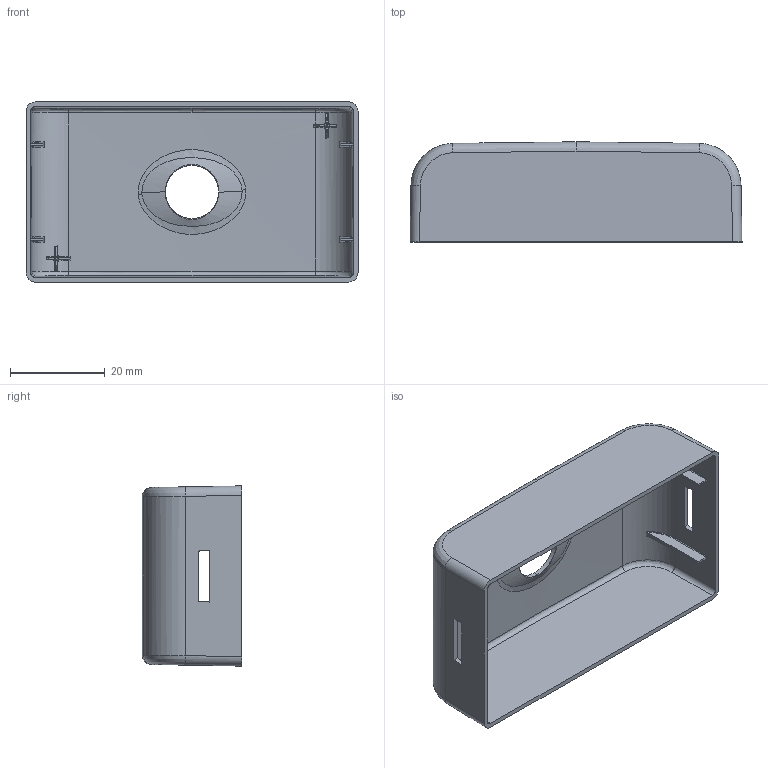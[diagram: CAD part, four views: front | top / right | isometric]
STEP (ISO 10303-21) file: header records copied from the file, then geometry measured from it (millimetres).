
FILE_DESCRIPTION (( 'STEP AP203' ), '1' );
FILE_NAME ('Front.STEP', '2014-03-21T11:17:44', ( '' ), ( '' ), 'SwSTEP 2.0', 'SolidWorks 2013', '' );
FILE_SCHEMA (( 'CONFIG_CONTROL_DESIGN' ));
Length unit declared in the file: millimetre
Products named in the file (1): Front
Bounding box: 70 x 21.05 x 38 mm (x, y, z)
Volume: 6278.4 mm3; surface area: 12978.5 mm2
Topology: 1 solids, 1 shells, 175 faces, 481 edges, 310 vertices
Faces by surface type: plane 68, bspline 54, cylinder 45, cone 8
Entity records: 7897 total; most frequent: CARTESIAN_POINT 4125, ORIENTED_EDGE 962, DIRECTION 544, EDGE_CURVE 481, VERTEX_POINT 310, LINE 188, VECTOR 188, EDGE_LOOP 183
